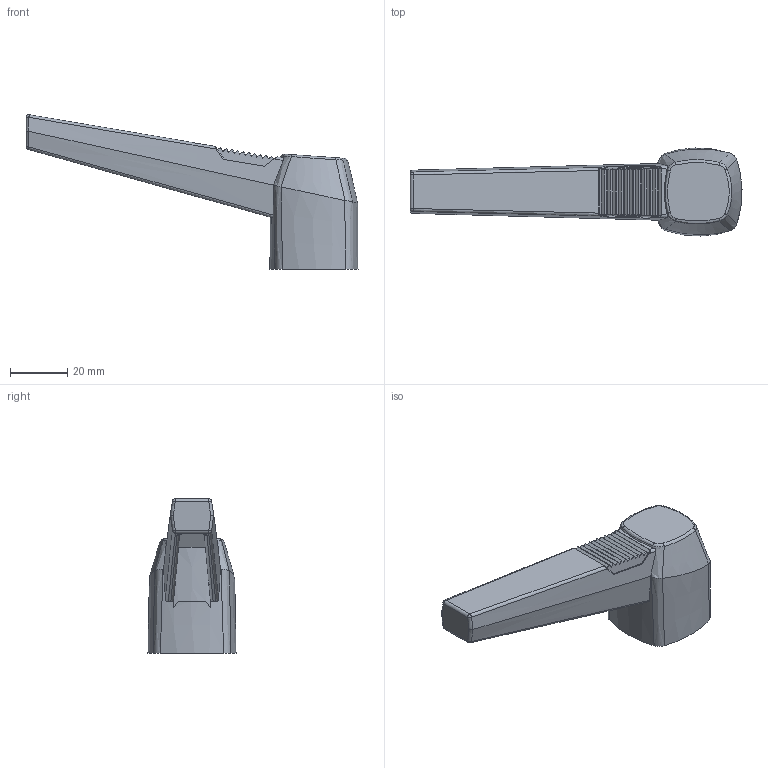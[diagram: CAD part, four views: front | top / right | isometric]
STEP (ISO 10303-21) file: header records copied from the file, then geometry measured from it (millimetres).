
FILE_DESCRIPTION( ( 'Unknown' ), '1' );
FILE_NAME( '6354010_KFB100_M12.stp', 'Unknown', ( 'Unknown' ), ( 'Unknown' ), 'PSStep 14.0', 'Unknown', ' ' );
FILE_SCHEMA( ( 'AUTOMOTIVE_DESIGN { 1 0 10303 214 1 1 1 1 }' ) );
Length unit declared in the file: millimetre
Products named in the file (1): 6354010
Bounding box: 115.69 x 30.68 x 53.82 mm (x, y, z)
Volume: 39181.5 mm3; surface area: 13974.9 mm2
Topology: 1 solids, 1 shells, 251 faces, 642 edges, 354 vertices
Faces by surface type: bspline 140, cylinder 66, plane 39, sphere 4, cone 2
Full cylindrical faces by diameter (mm): 10.106 x1, 14 x1
Entity records: 16244 total; most frequent: CARTESIAN_POINT 9147, ORIENTED_EDGE 1188, DIRECTION 916, EDGE_CURVE 594, AXIS2_PLACEMENT_3D 384, VERTEX_POINT 351, EDGE_LOOP 256, FACE_OUTER_BOUND 253
